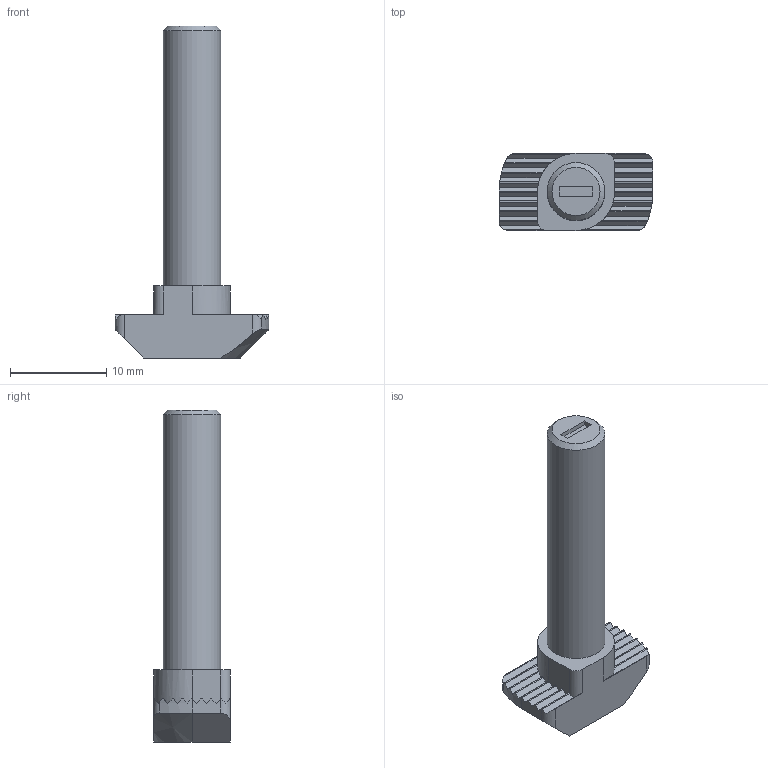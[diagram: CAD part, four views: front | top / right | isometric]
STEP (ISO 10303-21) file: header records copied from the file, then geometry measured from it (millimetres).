
FILE_DESCRIPTION((''),'2;1');
FILE_NAME('AR3425.stp','2020-12-21T13:01:40',('arma03'),(''),'Autodesk Inventor 2013','Autodesk Inventor 2013','');
FILE_SCHEMA(('AUTOMOTIVE_DESIGN { 1 0 10303 214 1 1 1 1 }'));
Length unit declared in the file: millimetre
Products named in the file (1): AR3425
Bounding box: 16 x 8 x 34.5 mm (x, y, z)
Volume: 1403.4 mm3; surface area: 1023.7 mm2
Topology: 1 solids, 1 shells, 80 faces, 237 edges, 161 vertices
Faces by surface type: plane 48, cylinder 29, cone 3
Full cylindrical faces by diameter (mm): 6 x1
Entity records: 2931 total; most frequent: CARTESIAN_POINT 771, ORIENTED_EDGE 470, DIRECTION 424, EDGE_CURVE 235, VERTEX_POINT 161, AXIS2_PLACEMENT_3D 152, VECTOR 120, LINE 120
